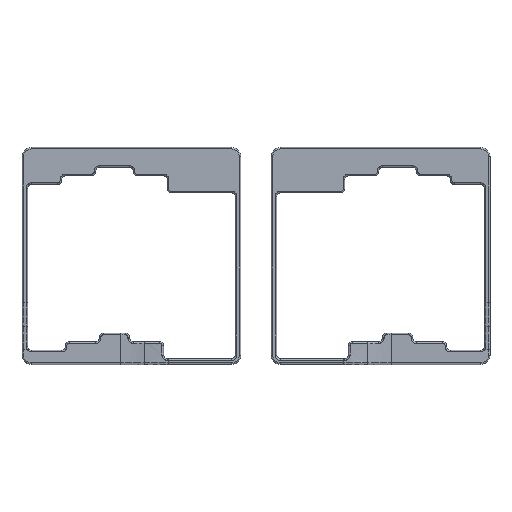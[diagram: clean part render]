
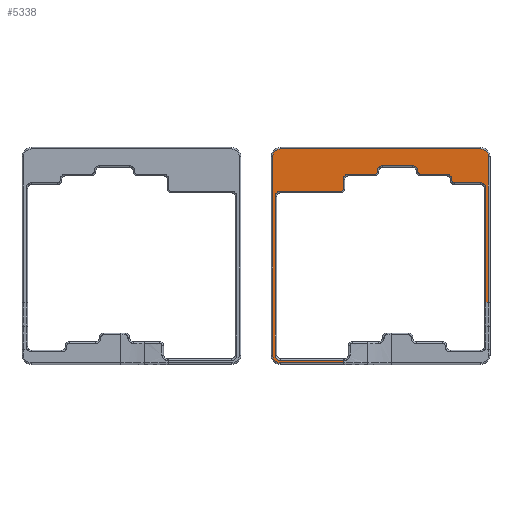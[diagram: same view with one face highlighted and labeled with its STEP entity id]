
A CAD part, top view. The second image highlights one B-rep face of the part: STEP entity #5338.
In plain terms, the highlighted planar face has unit normal (0, 0, 1).
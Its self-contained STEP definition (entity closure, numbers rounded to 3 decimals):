
#156=PLANE('',#5858);
#344=FACE_OUTER_BOUND('',#666,.T.);
#666=EDGE_LOOP('',(#4080,#4081,#4082,#4083,#4084,#4085,#4086,#4087,#4088,
#4089,#4090,#4091,#4092,#4093,#4094,#4095,#4096,#4097,#4098,#4099,#4100,
#4101,#4102,#4103,#4104,#4105,#4106,#4107,#4108,#4109,#4110,#4111));
#969=LINE('',#8511,#1367);
#971=LINE('',#8523,#1369);
#973=LINE('',#8535,#1371);
#976=LINE('',#8548,#1374);
#982=LINE('',#8593,#1380);
#998=LINE('',#8713,#1396);
#999=LINE('',#8721,#1397);
#1000=LINE('',#8729,#1398);
#1001=LINE('',#8737,#1399);
#1002=LINE('',#8745,#1400);
#1003=LINE('',#8753,#1401);
#1004=LINE('',#8761,#1402);
#1005=LINE('',#8769,#1403);
#1006=LINE('',#8777,#1404);
#1008=LINE('',#8787,#1406);
#1010=LINE('',#8798,#1408);
#1017=LINE('',#8984,#1415);
#1037=LINE('',#9023,#1435);
#1367=VECTOR('',#6666,10.);
#1369=VECTOR('',#6680,10.);
#1371=VECTOR('',#6694,10.);
#1374=VECTOR('',#6709,10.);
#1380=VECTOR('',#6747,10.);
#1396=VECTOR('',#6839,10.);
#1397=VECTOR('',#6850,10.);
#1398=VECTOR('',#6861,10.);
#1399=VECTOR('',#6872,10.);
#1400=VECTOR('',#6883,10.);
#1401=VECTOR('',#6894,10.);
#1402=VECTOR('',#6905,10.);
#1403=VECTOR('',#6916,10.);
#1404=VECTOR('',#6927,10.);
#1406=VECTOR('',#6939,10.);
#1408=VECTOR('',#6953,10.);
#1415=VECTOR('',#7034,10.);
#1435=VECTOR('',#7092,10.);
#1755=CIRCLE('',#5682,4.2);
#1759=CIRCLE('',#5688,4.2);
#1763=CIRCLE('',#5694,4.2);
#1798=CIRCLE('',#5748,2.8);
#1801=CIRCLE('',#5753,1.2);
#1804=CIRCLE('',#5758,2.8);
#1807=CIRCLE('',#5763,1.2);
#1810=CIRCLE('',#5768,2.8);
#1813=CIRCLE('',#5773,2.8);
#1816=CIRCLE('',#5778,1.2);
#1819=CIRCLE('',#5783,2.8);
#1822=CIRCLE('',#5788,1.2);
#1825=CIRCLE('',#5793,2.8);
#1830=CIRCLE('',#5800,2.8);
#2224=VERTEX_POINT('',#8503);
#2226=VERTEX_POINT('',#8509);
#2228=VERTEX_POINT('',#8515);
#2230=VERTEX_POINT('',#8521);
#2232=VERTEX_POINT('',#8527);
#2234=VERTEX_POINT('',#8533);
#2236=VERTEX_POINT('',#8540);
#2238=VERTEX_POINT('',#8546);
#2250=VERTEX_POINT('',#8591);
#2274=VERTEX_POINT('',#8699);
#2276=VERTEX_POINT('',#8705);
#2277=VERTEX_POINT('',#8707);
#2278=VERTEX_POINT('',#8711);
#2279=VERTEX_POINT('',#8715);
#2280=VERTEX_POINT('',#8719);
#2281=VERTEX_POINT('',#8723);
#2282=VERTEX_POINT('',#8727);
#2283=VERTEX_POINT('',#8731);
#2284=VERTEX_POINT('',#8735);
#2285=VERTEX_POINT('',#8739);
#2286=VERTEX_POINT('',#8743);
#2287=VERTEX_POINT('',#8747);
#2288=VERTEX_POINT('',#8751);
#2289=VERTEX_POINT('',#8755);
#2290=VERTEX_POINT('',#8759);
#2291=VERTEX_POINT('',#8763);
#2292=VERTEX_POINT('',#8767);
#2293=VERTEX_POINT('',#8771);
#2294=VERTEX_POINT('',#8775);
#2295=VERTEX_POINT('',#8779);
#2296=VERTEX_POINT('',#8783);
#2298=VERTEX_POINT('',#8789);
#2792=EDGE_CURVE('',#2226,#2224,#969,.T.);
#2795=EDGE_CURVE('',#2228,#2226,#1755,.T.);
#2798=EDGE_CURVE('',#2230,#2228,#971,.T.);
#2801=EDGE_CURVE('',#2232,#2230,#1759,.T.);
#2804=EDGE_CURVE('',#2234,#2232,#973,.T.);
#2808=EDGE_CURVE('',#2236,#2234,#1763,.T.);
#2811=EDGE_CURVE('',#2238,#2236,#976,.T.);
#2830=EDGE_CURVE('',#2250,#2238,#982,.T.);
#2871=EDGE_CURVE('',#2276,#2277,#1798,.T.);
#2874=EDGE_CURVE('',#2277,#2278,#998,.T.);
#2875=EDGE_CURVE('',#2278,#2279,#1801,.T.);
#2878=EDGE_CURVE('',#2279,#2280,#999,.T.);
#2879=EDGE_CURVE('',#2280,#2281,#1804,.T.);
#2882=EDGE_CURVE('',#2281,#2282,#1000,.T.);
#2883=EDGE_CURVE('',#2282,#2283,#1807,.T.);
#2886=EDGE_CURVE('',#2283,#2284,#1001,.T.);
#2887=EDGE_CURVE('',#2284,#2285,#1810,.T.);
#2890=EDGE_CURVE('',#2285,#2286,#1002,.T.);
#2891=EDGE_CURVE('',#2286,#2287,#1813,.T.);
#2894=EDGE_CURVE('',#2287,#2288,#1003,.T.);
#2895=EDGE_CURVE('',#2288,#2289,#1816,.T.);
#2898=EDGE_CURVE('',#2289,#2290,#1004,.T.);
#2899=EDGE_CURVE('',#2290,#2291,#1819,.T.);
#2902=EDGE_CURVE('',#2291,#2292,#1005,.T.);
#2903=EDGE_CURVE('',#2292,#2293,#1822,.T.);
#2906=EDGE_CURVE('',#2293,#2294,#1006,.T.);
#2907=EDGE_CURVE('',#2294,#2295,#1825,.T.);
#2911=EDGE_CURVE('',#2295,#2296,#1008,.T.);
#2914=EDGE_CURVE('',#2296,#2298,#1830,.T.);
#2917=EDGE_CURVE('',#2298,#2250,#1010,.T.);
#2951=EDGE_CURVE('',#2274,#2276,#1017,.T.);
#2971=EDGE_CURVE('',#2224,#2274,#1037,.T.);
#4080=ORIENTED_EDGE('',*,*,#2811,.F.);
#4081=ORIENTED_EDGE('',*,*,#2830,.F.);
#4082=ORIENTED_EDGE('',*,*,#2917,.F.);
#4083=ORIENTED_EDGE('',*,*,#2914,.F.);
#4084=ORIENTED_EDGE('',*,*,#2911,.F.);
#4085=ORIENTED_EDGE('',*,*,#2907,.F.);
#4086=ORIENTED_EDGE('',*,*,#2906,.F.);
#4087=ORIENTED_EDGE('',*,*,#2903,.F.);
#4088=ORIENTED_EDGE('',*,*,#2902,.F.);
#4089=ORIENTED_EDGE('',*,*,#2899,.F.);
#4090=ORIENTED_EDGE('',*,*,#2898,.F.);
#4091=ORIENTED_EDGE('',*,*,#2895,.F.);
#4092=ORIENTED_EDGE('',*,*,#2894,.F.);
#4093=ORIENTED_EDGE('',*,*,#2891,.F.);
#4094=ORIENTED_EDGE('',*,*,#2890,.F.);
#4095=ORIENTED_EDGE('',*,*,#2887,.F.);
#4096=ORIENTED_EDGE('',*,*,#2886,.F.);
#4097=ORIENTED_EDGE('',*,*,#2883,.F.);
#4098=ORIENTED_EDGE('',*,*,#2882,.F.);
#4099=ORIENTED_EDGE('',*,*,#2879,.F.);
#4100=ORIENTED_EDGE('',*,*,#2878,.F.);
#4101=ORIENTED_EDGE('',*,*,#2875,.F.);
#4102=ORIENTED_EDGE('',*,*,#2874,.F.);
#4103=ORIENTED_EDGE('',*,*,#2871,.F.);
#4104=ORIENTED_EDGE('',*,*,#2951,.F.);
#4105=ORIENTED_EDGE('',*,*,#2971,.F.);
#4106=ORIENTED_EDGE('',*,*,#2792,.F.);
#4107=ORIENTED_EDGE('',*,*,#2795,.F.);
#4108=ORIENTED_EDGE('',*,*,#2798,.F.);
#4109=ORIENTED_EDGE('',*,*,#2801,.F.);
#4110=ORIENTED_EDGE('',*,*,#2804,.F.);
#4111=ORIENTED_EDGE('',*,*,#2808,.F.);
#5338=ADVANCED_FACE('',(#344),#156,.T.);
#5682=AXIS2_PLACEMENT_3D('',#8517,#6672,#6673);
#5688=AXIS2_PLACEMENT_3D('',#8529,#6686,#6687);
#5694=AXIS2_PLACEMENT_3D('',#8542,#6701,#6702);
#5748=AXIS2_PLACEMENT_3D('',#8708,#6831,#6832);
#5753=AXIS2_PLACEMENT_3D('',#8716,#6842,#6843);
#5758=AXIS2_PLACEMENT_3D('',#8724,#6853,#6854);
#5763=AXIS2_PLACEMENT_3D('',#8732,#6864,#6865);
#5768=AXIS2_PLACEMENT_3D('',#8740,#6875,#6876);
#5773=AXIS2_PLACEMENT_3D('',#8748,#6886,#6887);
#5778=AXIS2_PLACEMENT_3D('',#8756,#6897,#6898);
#5783=AXIS2_PLACEMENT_3D('',#8764,#6908,#6909);
#5788=AXIS2_PLACEMENT_3D('',#8772,#6919,#6920);
#5793=AXIS2_PLACEMENT_3D('',#8780,#6930,#6931);
#5800=AXIS2_PLACEMENT_3D('',#8793,#6946,#6947);
#5858=AXIS2_PLACEMENT_3D('',#9022,#7090,#7091);
#6666=DIRECTION('',(0.,-1.,0.));
#6672=DIRECTION('center_axis',(0.,0.,-1.));
#6673=DIRECTION('ref_axis',(0.707,0.707,0.));
#6680=DIRECTION('',(1.,0.,0.));
#6686=DIRECTION('center_axis',(0.,0.,-1.));
#6687=DIRECTION('ref_axis',(-0.707,0.707,0.));
#6694=DIRECTION('',(0.,1.,0.));
#6701=DIRECTION('center_axis',(0.,0.,-1.));
#6702=DIRECTION('ref_axis',(-0.707,-0.707,0.));
#6709=DIRECTION('',(-1.,0.,0.));
#6747=DIRECTION('',(0.,-1.,0.));
#6831=DIRECTION('center_axis',(0.,0.,1.));
#6832=DIRECTION('ref_axis',(0.707,0.707,0.));
#6839=DIRECTION('',(-1.,0.,0.));
#6842=DIRECTION('center_axis',(0.,0.,-1.));
#6843=DIRECTION('ref_axis',(-0.707,-0.707,0.));
#6850=DIRECTION('',(0.,1.,0.));
#6853=DIRECTION('center_axis',(0.,0.,1.));
#6854=DIRECTION('ref_axis',(0.707,0.707,0.));
#6861=DIRECTION('',(-1.,0.,0.));
#6864=DIRECTION('center_axis',(0.,0.,-1.));
#6865=DIRECTION('ref_axis',(-0.707,-0.707,0.));
#6872=DIRECTION('',(0.,1.,0.));
#6875=DIRECTION('center_axis',(0.,0.,1.));
#6876=DIRECTION('ref_axis',(0.707,0.707,0.));
#6883=DIRECTION('',(-1.,0.,0.));
#6886=DIRECTION('center_axis',(0.,0.,1.));
#6887=DIRECTION('ref_axis',(-0.707,0.707,0.));
#6894=DIRECTION('',(0.,-1.,0.));
#6897=DIRECTION('center_axis',(0.,0.,-1.));
#6898=DIRECTION('ref_axis',(0.707,-0.707,0.));
#6905=DIRECTION('',(-1.,0.,0.));
#6908=DIRECTION('center_axis',(0.,0.,1.));
#6909=DIRECTION('ref_axis',(-0.707,0.707,0.));
#6916=DIRECTION('',(0.,-1.,0.));
#6919=DIRECTION('center_axis',(0.,0.,-1.));
#6920=DIRECTION('ref_axis',(0.707,-0.707,0.));
#6927=DIRECTION('',(-1.,0.,0.));
#6930=DIRECTION('center_axis',(0.,0.,1.));
#6931=DIRECTION('ref_axis',(-0.707,0.707,0.));
#6939=DIRECTION('',(0.,-1.,0.));
#6946=DIRECTION('center_axis',(0.,0.,1.));
#6947=DIRECTION('ref_axis',(-0.707,-0.707,0.));
#6953=DIRECTION('',(1.,0.,0.));
#7034=DIRECTION('',(0.,1.,0.));
#7090=DIRECTION('center_axis',(0.,0.,1.));
#7091=DIRECTION('ref_axis',(1.,0.,0.));
#7092=DIRECTION('',(-1.,0.,0.));
#8503=CARTESIAN_POINT('',(113.2,30.943,5.));
#8509=CARTESIAN_POINT('',(113.2,108.,5.));
#8511=CARTESIAN_POINT('',(113.2,45.875,5.));
#8515=CARTESIAN_POINT('',(109.,112.2,5.));
#8517=CARTESIAN_POINT('Origin',(109.,108.,5.));
#8521=CARTESIAN_POINT('',(3.,112.2,5.));
#8523=CARTESIAN_POINT('',(82.5,112.2,5.));
#8527=CARTESIAN_POINT('',(-1.2,108.,5.));
#8529=CARTESIAN_POINT('Origin',(3.,108.,5.));
#8533=CARTESIAN_POINT('',(-1.2,3.,5.));
#8535=CARTESIAN_POINT('',(-1.2,88.125,5.));
#8540=CARTESIAN_POINT('',(3.,-1.2,5.));
#8542=CARTESIAN_POINT('Origin',(3.,3.,5.));
#8546=CARTESIAN_POINT('',(36.557,-1.2,5.));
#8548=CARTESIAN_POINT('',(29.5,-1.2,5.));
#8591=CARTESIAN_POINT('',(36.557,0.2,5.));
#8593=CARTESIAN_POINT('',(36.557,-2.,5.));
#8699=CARTESIAN_POINT('',(111.8,30.943,5.));
#8705=CARTESIAN_POINT('',(111.8,91.5,5.));
#8707=CARTESIAN_POINT('',(109.,94.3,5.));
#8708=CARTESIAN_POINT('Origin',(109.,91.5,5.));
#8711=CARTESIAN_POINT('',(95.,94.3,5.));
#8713=CARTESIAN_POINT('',(74.5,94.3,5.));
#8715=CARTESIAN_POINT('',(93.8,95.5,5.));
#8716=CARTESIAN_POINT('Origin',(95.,95.5,5.));
#8719=CARTESIAN_POINT('',(93.8,96.,5.));
#8721=CARTESIAN_POINT('',(93.8,83.125,5.));
#8723=CARTESIAN_POINT('',(91.,98.8,5.));
#8724=CARTESIAN_POINT('Origin',(91.,96.,5.));
#8727=CARTESIAN_POINT('',(77.,98.8,5.));
#8729=CARTESIAN_POINT('',(65.5,98.8,5.));
#8731=CARTESIAN_POINT('',(75.8,100.,5.));
#8732=CARTESIAN_POINT('Origin',(77.,100.,5.));
#8735=CARTESIAN_POINT('',(75.8,100.5,5.));
#8737=CARTESIAN_POINT('',(75.8,85.375,5.));
#8739=CARTESIAN_POINT('',(73.,103.3,5.));
#8740=CARTESIAN_POINT('Origin',(73.,100.5,5.));
#8743=CARTESIAN_POINT('',(57.,103.3,5.));
#8745=CARTESIAN_POINT('',(55.5,103.3,5.));
#8747=CARTESIAN_POINT('',(54.2,100.5,5.));
#8748=CARTESIAN_POINT('Origin',(57.,100.5,5.));
#8751=CARTESIAN_POINT('',(54.2,100.,5.));
#8753=CARTESIAN_POINT('',(54.2,83.125,5.));
#8755=CARTESIAN_POINT('',(53.,98.8,5.));
#8756=CARTESIAN_POINT('Origin',(53.,100.,5.));
#8759=CARTESIAN_POINT('',(39.,98.8,5.));
#8761=CARTESIAN_POINT('',(46.5,98.8,5.));
#8763=CARTESIAN_POINT('',(36.2,96.,5.));
#8764=CARTESIAN_POINT('Origin',(39.,96.,5.));
#8767=CARTESIAN_POINT('',(36.2,91.,5.));
#8769=CARTESIAN_POINT('',(36.2,78.625,5.));
#8771=CARTESIAN_POINT('',(35.,89.8,5.));
#8772=CARTESIAN_POINT('Origin',(35.,91.,5.));
#8775=CARTESIAN_POINT('',(3.,89.8,5.));
#8777=CARTESIAN_POINT('',(28.5,89.8,5.));
#8779=CARTESIAN_POINT('',(0.2,87.,5.));
#8780=CARTESIAN_POINT('Origin',(3.,87.,5.));
#8783=CARTESIAN_POINT('',(0.2,3.,5.));
#8787=CARTESIAN_POINT('',(0.2,35.625,5.));
#8789=CARTESIAN_POINT('',(3.,0.2,5.));
#8793=CARTESIAN_POINT('Origin',(3.,3.,5.));
#8798=CARTESIAN_POINT('',(47.5,0.2,5.));
#8984=CARTESIAN_POINT('',(111.8,87.125,5.));
#9022=CARTESIAN_POINT('Origin',(56.,68.25,5.));
#9023=CARTESIAN_POINT('',(111.,30.943,5.));
